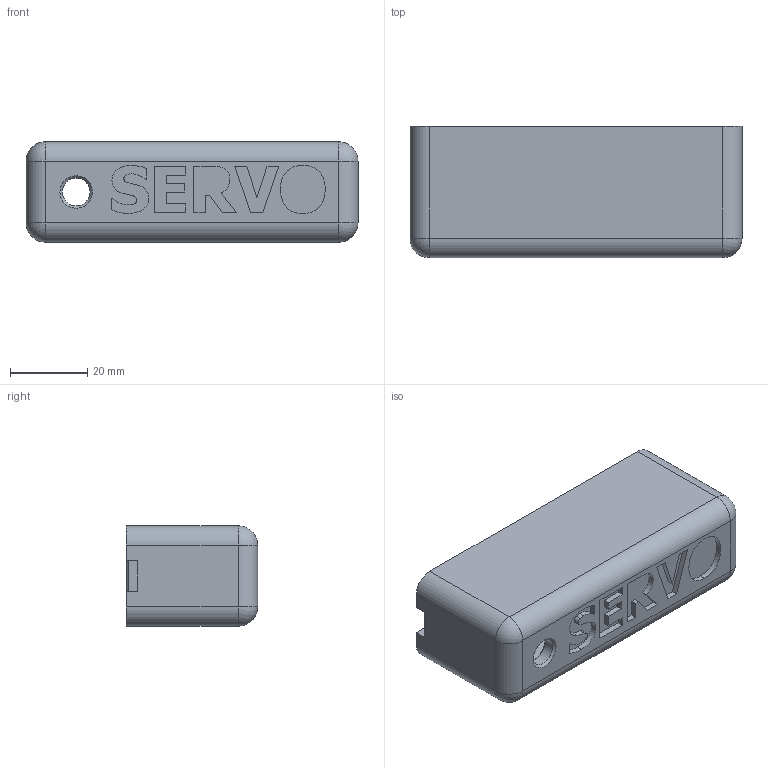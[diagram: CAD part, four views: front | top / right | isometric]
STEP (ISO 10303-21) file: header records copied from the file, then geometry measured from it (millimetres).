
FILE_DESCRIPTION(/* description */ (''),/* implementation_level */ '2;1');
FILE_NAME(/* name */ 'TesterBox.step',/* time_stamp */ '2020-12-19T22:05:36+01:00',/* author */ (''),/* organization */ (''),/* preprocessor_version */ 'ST-DEVELOPER v18.1',/* originating_system */ 'Autodesk Translation Framework v9.7.1.1290',/* authorisation */ '');
FILE_SCHEMA (('AUTOMOTIVE_DESIGN { 1 0 10303 214 3 1 1 }'));
Length unit declared in the file: millimetre
Products named in the file (1): (Unsaved)
Bounding box: 86 x 34 x 26 mm (x, y, z)
Volume: 26272.6 mm3; surface area: 17404.4 mm2
Topology: 1 solids, 1 shells, 126 faces, 316 edges, 202 vertices
Faces by surface type: plane 85, bspline 23, cylinder 10, cone 4, sphere 4
Full cylindrical faces by diameter (mm): 7.2 x1
Entity records: 3855 total; most frequent: CARTESIAN_POINT 948, ORIENTED_EDGE 632, DIRECTION 502, EDGE_CURVE 316, LINE 242, VECTOR 242, VERTEX_POINT 202, EDGE_LOOP 140
